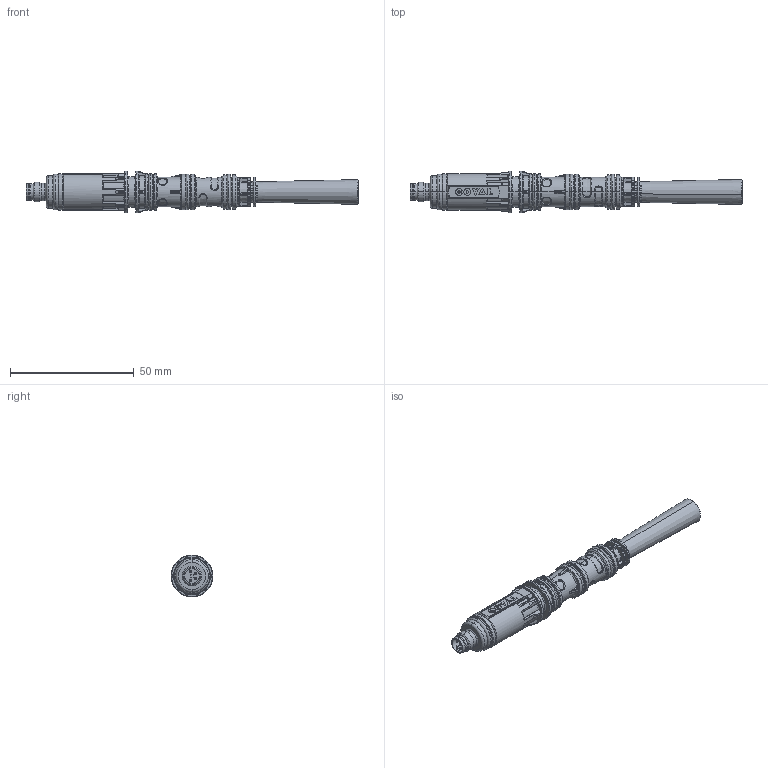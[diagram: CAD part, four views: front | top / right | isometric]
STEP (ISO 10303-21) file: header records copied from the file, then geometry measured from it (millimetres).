
FILE_DESCRIPTION(('STEP AP242'),'1');
FILE_NAME('coval_cvpc90x22.stp','2020-06-01T19:59:05',('TraceParts'),('TraceParts S.A.'),'Spatial InterOp 3D',' ',' ');
FILE_SCHEMA(('AP242_MANAGED_MODEL_BASED_3D_ENGINEERING_MIM_LF {1 0 10303 442 1 1 4}'));
Length unit declared in the file: millimetre
Products named in the file (1): coval_cvpc90x22_1
Bounding box: 134.42 x 16.9 x 16.9 mm (x, y, z)
Volume: 13797.1 mm3; surface area: 9171.5 mm2
Topology: 12 solids, 13 shells, 957 faces, 2383 edges, 1453 vertices
Faces by surface type: cylinder 338, plane 215, torus 144, bspline 122, cone 116, sphere 22
Entity records: 41080 total; most frequent: CARTESIAN_POINT 11573, ORIENTED_EDGE 4704, DIRECTION 4436, EDGE_CURVE 2352, AXIS2_PLACEMENT_3D 1835, VERTEX_POINT 1453, EDGE_LOOP 1003, CIRCLE 988
